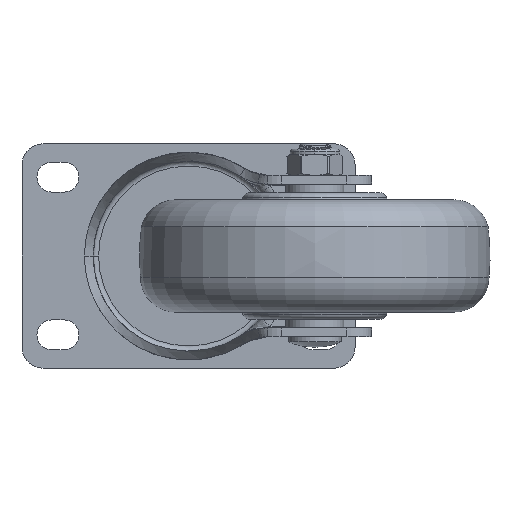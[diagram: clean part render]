
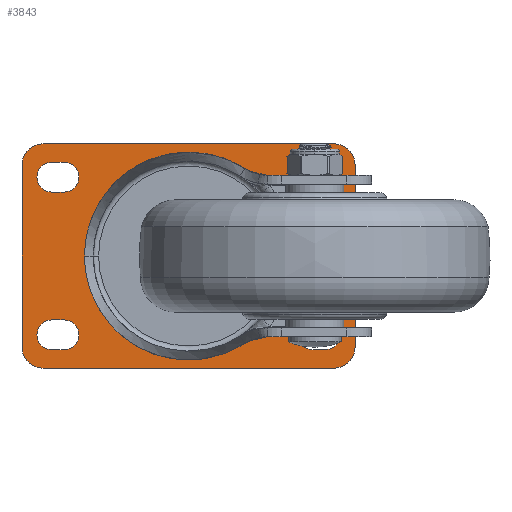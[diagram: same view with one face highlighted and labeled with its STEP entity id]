
A CAD part, front view. The second image highlights one B-rep face of the part: STEP entity #3843.
In plain terms, the highlighted planar face has unit normal (0, -1, 0).
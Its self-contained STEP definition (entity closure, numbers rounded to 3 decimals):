
#1011=CARTESIAN_POINT('',(0.,-3.8,0.));
#1012=DIRECTION('',(0.,-1.,0.));
#1013=DIRECTION('',(-1.,0.,0.));
#1014=AXIS2_PLACEMENT_3D('',#1011,#1012,#1013);
#1021=CARTESIAN_POINT('',(0.,-3.8,0.));
#1022=DIRECTION('',(0.,1.,0.));
#1023=DIRECTION('',(-1.,0.,0.));
#1024=AXIS2_PLACEMENT_3D('',#1021,#1022,#1023);
#1031=DIRECTION('',(1.,0.,0.));
#1032=VECTOR('',#1031,3.5);
#1033=CARTESIAN_POINT('',(-39.,-3.8,-18.25));
#1034=LINE('',#1033,#1032);
#1035=CARTESIAN_POINT('',(-39.,-3.8,-22.5));
#1036=DIRECTION('',(0.,1.,0.));
#1037=DIRECTION('',(0.,0.,-1.));
#1038=AXIS2_PLACEMENT_3D('',#1035,#1036,#1037);
#1040=DIRECTION('',(-1.,0.,0.));
#1041=VECTOR('',#1040,3.5);
#1042=CARTESIAN_POINT('',(-35.5,-3.8,-26.75));
#1043=LINE('',#1042,#1041);
#1044=CARTESIAN_POINT('',(-35.5,-3.8,-22.5));
#1045=DIRECTION('',(0.,1.,0.));
#1046=DIRECTION('',(0.,0.,1.));
#1047=AXIS2_PLACEMENT_3D('',#1044,#1045,#1046);
#1049=CARTESIAN_POINT('',(39.,-3.8,-22.5));
#1050=DIRECTION('',(0.,1.,0.));
#1051=DIRECTION('',(0.,0.,1.));
#1052=AXIS2_PLACEMENT_3D('',#1049,#1050,#1051);
#1054=DIRECTION('',(1.,0.,0.));
#1055=VECTOR('',#1054,3.5);
#1056=CARTESIAN_POINT('',(35.5,-3.8,-18.25));
#1057=LINE('',#1056,#1055);
#1058=CARTESIAN_POINT('',(35.5,-3.8,-22.5));
#1059=DIRECTION('',(0.,1.,0.));
#1060=DIRECTION('',(0.,0.,-1.));
#1061=AXIS2_PLACEMENT_3D('',#1058,#1059,#1060);
#1063=DIRECTION('',(-1.,0.,0.));
#1064=VECTOR('',#1063,3.5);
#1065=CARTESIAN_POINT('',(39.,-3.8,-26.75));
#1066=LINE('',#1065,#1064);
#1067=DIRECTION('',(-1.,0.,0.));
#1068=VECTOR('',#1067,3.5);
#1069=CARTESIAN_POINT('',(39.,-3.8,18.25));
#1070=LINE('',#1069,#1068);
#1071=CARTESIAN_POINT('',(39.,-3.8,22.5));
#1072=DIRECTION('',(0.,1.,0.));
#1073=DIRECTION('',(0.,0.,1.));
#1074=AXIS2_PLACEMENT_3D('',#1071,#1072,#1073);
#1076=DIRECTION('',(1.,0.,0.));
#1077=VECTOR('',#1076,3.5);
#1078=CARTESIAN_POINT('',(35.5,-3.8,26.75));
#1079=LINE('',#1078,#1077);
#1080=CARTESIAN_POINT('',(35.5,-3.8,22.5));
#1081=DIRECTION('',(0.,1.,0.));
#1082=DIRECTION('',(0.,0.,-1.));
#1083=AXIS2_PLACEMENT_3D('',#1080,#1081,#1082);
#1085=CARTESIAN_POINT('',(-39.,-3.8,22.5));
#1086=DIRECTION('',(0.,1.,0.));
#1087=DIRECTION('',(0.,0.,-1.));
#1088=AXIS2_PLACEMENT_3D('',#1085,#1086,#1087);
#1090=DIRECTION('',(-1.,0.,0.));
#1091=VECTOR('',#1090,3.5);
#1092=CARTESIAN_POINT('',(-35.5,-3.8,18.25));
#1093=LINE('',#1092,#1091);
#1094=CARTESIAN_POINT('',(-35.5,-3.8,22.5));
#1095=DIRECTION('',(0.,1.,0.));
#1096=DIRECTION('',(0.,0.,1.));
#1097=AXIS2_PLACEMENT_3D('',#1094,#1095,#1096);
#1099=DIRECTION('',(1.,0.,0.));
#1100=VECTOR('',#1099,3.5);
#1101=CARTESIAN_POINT('',(-39.,-3.8,26.75));
#1102=LINE('',#1101,#1100);
#1103=CARTESIAN_POINT('',(41.5,-3.8,26.));
#1104=DIRECTION('',(0.,-1.,0.));
#1105=DIRECTION('',(1.,0.,0.));
#1106=AXIS2_PLACEMENT_3D('',#1103,#1104,#1105);
#1108=DIRECTION('',(0.,0.,1.));
#1109=VECTOR('',#1108,52.);
#1110=CARTESIAN_POINT('',(47.5,-3.8,-26.));
#1111=LINE('',#1110,#1109);
#1112=CARTESIAN_POINT('',(41.5,-3.8,-26.));
#1113=DIRECTION('',(0.,-1.,0.));
#1114=DIRECTION('',(0.,0.,-1.));
#1115=AXIS2_PLACEMENT_3D('',#1112,#1113,#1114);
#1117=DIRECTION('',(1.,0.,0.));
#1118=VECTOR('',#1117,83.);
#1119=CARTESIAN_POINT('',(-41.5,-3.8,-32.));
#1120=LINE('',#1119,#1118);
#1121=CARTESIAN_POINT('',(-41.5,-3.8,-26.));
#1122=DIRECTION('',(0.,-1.,0.));
#1123=DIRECTION('',(-1.,0.,0.));
#1124=AXIS2_PLACEMENT_3D('',#1121,#1122,#1123);
#1126=DIRECTION('',(0.,0.,-1.));
#1127=VECTOR('',#1126,52.);
#1128=CARTESIAN_POINT('',(-47.5,-3.8,26.));
#1129=LINE('',#1128,#1127);
#1130=CARTESIAN_POINT('',(-41.5,-3.8,26.));
#1131=DIRECTION('',(0.,-1.,0.));
#1132=DIRECTION('',(0.,0.,1.));
#1133=AXIS2_PLACEMENT_3D('',#1130,#1131,#1132);
#1135=DIRECTION('',(-1.,0.,0.));
#1136=VECTOR('',#1135,83.);
#1137=CARTESIAN_POINT('',(41.5,-3.8,32.));
#1138=LINE('',#1137,#1136);
#1551=CARTESIAN_POINT('',(-24.175,-3.8,0.));
#1553=VERTEX_POINT('',#1551);
#1569=CARTESIAN_POINT('',(24.175,-3.8,0.));
#1571=VERTEX_POINT('',#1569);
#1609=CARTESIAN_POINT('',(-39.,-3.8,-18.25));
#1610=CARTESIAN_POINT('',(-35.5,-3.8,-18.25));
#1611=VERTEX_POINT('',#1609);
#1612=VERTEX_POINT('',#1610);
#1613=CARTESIAN_POINT('',(-35.5,-3.8,-26.75));
#1614=VERTEX_POINT('',#1613);
#1615=CARTESIAN_POINT('',(-39.,-3.8,-26.75));
#1616=VERTEX_POINT('',#1615);
#1617=CARTESIAN_POINT('',(39.,-3.8,-18.25));
#1618=CARTESIAN_POINT('',(39.,-3.8,-26.75));
#1619=VERTEX_POINT('',#1617);
#1620=VERTEX_POINT('',#1618);
#1621=CARTESIAN_POINT('',(35.5,-3.8,-26.75));
#1622=VERTEX_POINT('',#1621);
#1623=CARTESIAN_POINT('',(35.5,-3.8,-18.25));
#1624=VERTEX_POINT('',#1623);
#1625=CARTESIAN_POINT('',(39.,-3.8,18.25));
#1626=CARTESIAN_POINT('',(35.5,-3.8,18.25));
#1627=VERTEX_POINT('',#1625);
#1628=VERTEX_POINT('',#1626);
#1629=CARTESIAN_POINT('',(35.5,-3.8,26.75));
#1630=VERTEX_POINT('',#1629);
#1631=CARTESIAN_POINT('',(39.,-3.8,26.75));
#1632=VERTEX_POINT('',#1631);
#1633=CARTESIAN_POINT('',(-39.,-3.8,18.25));
#1634=CARTESIAN_POINT('',(-39.,-3.8,26.75));
#1635=VERTEX_POINT('',#1633);
#1636=VERTEX_POINT('',#1634);
#1637=CARTESIAN_POINT('',(-35.5,-3.8,26.75));
#1638=VERTEX_POINT('',#1637);
#1639=CARTESIAN_POINT('',(-35.5,-3.8,18.25));
#1640=VERTEX_POINT('',#1639);
#1645=CARTESIAN_POINT('',(47.5,-3.8,26.));
#1646=VERTEX_POINT('',#1645);
#1647=CARTESIAN_POINT('',(41.5,-3.8,32.));
#1648=VERTEX_POINT('',#1647);
#1653=CARTESIAN_POINT('',(41.5,-3.8,-32.));
#1654=VERTEX_POINT('',#1653);
#1655=CARTESIAN_POINT('',(47.5,-3.8,-26.));
#1656=VERTEX_POINT('',#1655);
#1661=CARTESIAN_POINT('',(-47.5,-3.8,-26.));
#1662=VERTEX_POINT('',#1661);
#1663=CARTESIAN_POINT('',(-41.5,-3.8,-32.));
#1664=VERTEX_POINT('',#1663);
#1669=CARTESIAN_POINT('',(-41.5,-3.8,32.));
#1670=VERTEX_POINT('',#1669);
#1671=CARTESIAN_POINT('',(-47.5,-3.8,26.));
#1672=VERTEX_POINT('',#1671);
#3776=CARTESIAN_POINT('',(0.,-3.8,0.));
#3777=DIRECTION('',(0.,-1.,0.));
#3778=DIRECTION('',(-1.,0.,0.));
#3779=AXIS2_PLACEMENT_3D('',#3776,#3777,#3778);
#3780=PLANE('',#3779);
#3782=ORIENTED_EDGE('',*,*,#3781,.F.);
#3784=ORIENTED_EDGE('',*,*,#3783,.F.);
#3786=ORIENTED_EDGE('',*,*,#3785,.F.);
#3788=ORIENTED_EDGE('',*,*,#3787,.F.);
#3790=ORIENTED_EDGE('',*,*,#3789,.F.);
#3792=ORIENTED_EDGE('',*,*,#3791,.F.);
#3794=ORIENTED_EDGE('',*,*,#3793,.F.);
#3796=ORIENTED_EDGE('',*,*,#3795,.F.);
#3797=EDGE_LOOP('',(#3782,#3784,#3786,#3788,#3790,#3792,#3794,#3796));
#3798=FACE_OUTER_BOUND('',#3797,.F.);
#3800=ORIENTED_EDGE('',*,*,#3799,.F.);
#3802=ORIENTED_EDGE('',*,*,#3801,.F.);
#3804=ORIENTED_EDGE('',*,*,#3803,.F.);
#3806=ORIENTED_EDGE('',*,*,#3805,.F.);
#3807=EDGE_LOOP('',(#3800,#3802,#3804,#3806));
#3808=FACE_BOUND('',#3807,.F.);
#3810=ORIENTED_EDGE('',*,*,#3809,.F.);
#3812=ORIENTED_EDGE('',*,*,#3811,.F.);
#3814=ORIENTED_EDGE('',*,*,#3813,.F.);
#3816=ORIENTED_EDGE('',*,*,#3815,.F.);
#3817=EDGE_LOOP('',(#3810,#3812,#3814,#3816));
#3818=FACE_BOUND('',#3817,.F.);
#3820=ORIENTED_EDGE('',*,*,#3819,.F.);
#3822=ORIENTED_EDGE('',*,*,#3821,.F.);
#3824=ORIENTED_EDGE('',*,*,#3823,.F.);
#3826=ORIENTED_EDGE('',*,*,#3825,.F.);
#3827=EDGE_LOOP('',(#3820,#3822,#3824,#3826));
#3828=FACE_BOUND('',#3827,.F.);
#3830=ORIENTED_EDGE('',*,*,#3829,.F.);
#3832=ORIENTED_EDGE('',*,*,#3831,.F.);
#3834=ORIENTED_EDGE('',*,*,#3833,.F.);
#3836=ORIENTED_EDGE('',*,*,#3835,.F.);
#3837=EDGE_LOOP('',(#3830,#3832,#3834,#3836));
#3838=FACE_BOUND('',#3837,.F.);
#3839=ORIENTED_EDGE('',*,*,#3769,.F.);
#3840=ORIENTED_EDGE('',*,*,#3758,.T.);
#3841=EDGE_LOOP('',(#3839,#3840));
#3842=FACE_BOUND('',#3841,.F.);
#1015=CIRCLE('',#1014,24.175);
#1025=CIRCLE('',#1024,24.175);
#1039=CIRCLE('',#1038,4.25);
#1048=CIRCLE('',#1047,4.25);
#1053=CIRCLE('',#1052,4.25);
#1062=CIRCLE('',#1061,4.25);
#1075=CIRCLE('',#1074,4.25);
#1084=CIRCLE('',#1083,4.25);
#1089=CIRCLE('',#1088,4.25);
#1098=CIRCLE('',#1097,4.25);
#1107=CIRCLE('',#1106,6.);
#1116=CIRCLE('',#1115,6.);
#1125=CIRCLE('',#1124,6.);
#1134=CIRCLE('',#1133,6.);
#3758=EDGE_CURVE('',#1553,#1571,#1015,.T.);
#3769=EDGE_CURVE('',#1553,#1571,#1025,.T.);
#3781=EDGE_CURVE('',#1646,#1648,#1107,.T.);
#3783=EDGE_CURVE('',#1656,#1646,#1111,.T.);
#3785=EDGE_CURVE('',#1654,#1656,#1116,.T.);
#3787=EDGE_CURVE('',#1664,#1654,#1120,.T.);
#3789=EDGE_CURVE('',#1662,#1664,#1125,.T.);
#3791=EDGE_CURVE('',#1672,#1662,#1129,.T.);
#3793=EDGE_CURVE('',#1670,#1672,#1134,.T.);
#3795=EDGE_CURVE('',#1648,#1670,#1138,.T.);
#3799=EDGE_CURVE('',#1611,#1612,#1034,.T.);
#3801=EDGE_CURVE('',#1616,#1611,#1039,.T.);
#3803=EDGE_CURVE('',#1614,#1616,#1043,.T.);
#3805=EDGE_CURVE('',#1612,#1614,#1048,.T.);
#3809=EDGE_CURVE('',#1619,#1620,#1053,.T.);
#3811=EDGE_CURVE('',#1624,#1619,#1057,.T.);
#3813=EDGE_CURVE('',#1622,#1624,#1062,.T.);
#3815=EDGE_CURVE('',#1620,#1622,#1066,.T.);
#3819=EDGE_CURVE('',#1627,#1628,#1070,.T.);
#3821=EDGE_CURVE('',#1632,#1627,#1075,.T.);
#3823=EDGE_CURVE('',#1630,#1632,#1079,.T.);
#3825=EDGE_CURVE('',#1628,#1630,#1084,.T.);
#3829=EDGE_CURVE('',#1635,#1636,#1089,.T.);
#3831=EDGE_CURVE('',#1640,#1635,#1093,.T.);
#3833=EDGE_CURVE('',#1638,#1640,#1098,.T.);
#3835=EDGE_CURVE('',#1636,#1638,#1102,.T.);
#3843=ADVANCED_FACE('',(#3798,#3808,#3818,#3828,#3838,#3842),#3780,.T.);
